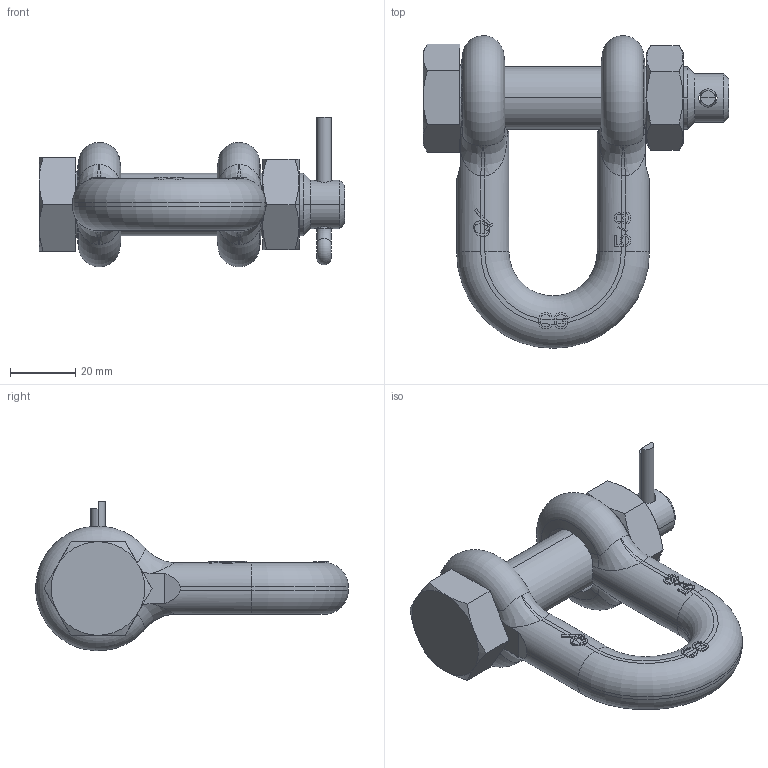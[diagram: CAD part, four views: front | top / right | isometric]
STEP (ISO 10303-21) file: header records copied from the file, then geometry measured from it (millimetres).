
FILE_DESCRIPTION((''),'2;1');
FILE_NAME('CROSBY_2150_063','2003-11-18T',('adoughty'),('The Crosby Group, Inc.'),'PRO/ENGINEER BY PARAMETRIC TECHNOLOGY CORPORATION, 2001150','PRO/ENGINEER BY PARAMETRIC TECHNOLOGY CORPORATION, 2001150','');
FILE_SCHEMA(('CONFIG_CONTROL_DESIGN'));
Length unit declared in the file: inch
Products named in the file (1): CROSBY_2150_063
Bounding box: 93.42 x 95.5 x 45.7 mm (x, y, z)
Volume: 77214.1 mm3; surface area: 23644.2 mm2
Topology: 4 solids, 4 shells, 364 faces, 1029 edges, 670 vertices
Faces by surface type: plane 248, cylinder 62, bspline 20, cone 18, torus 16
Entity records: 13569 total; most frequent: CARTESIAN_POINT 4940, ORIENTED_EDGE 2058, DIRECTION 1414, EDGE_CURVE 1029, VERTEX_POINT 670, AXIS2_PLACEMENT_3D 485, VECTOR 444, LINE 444
